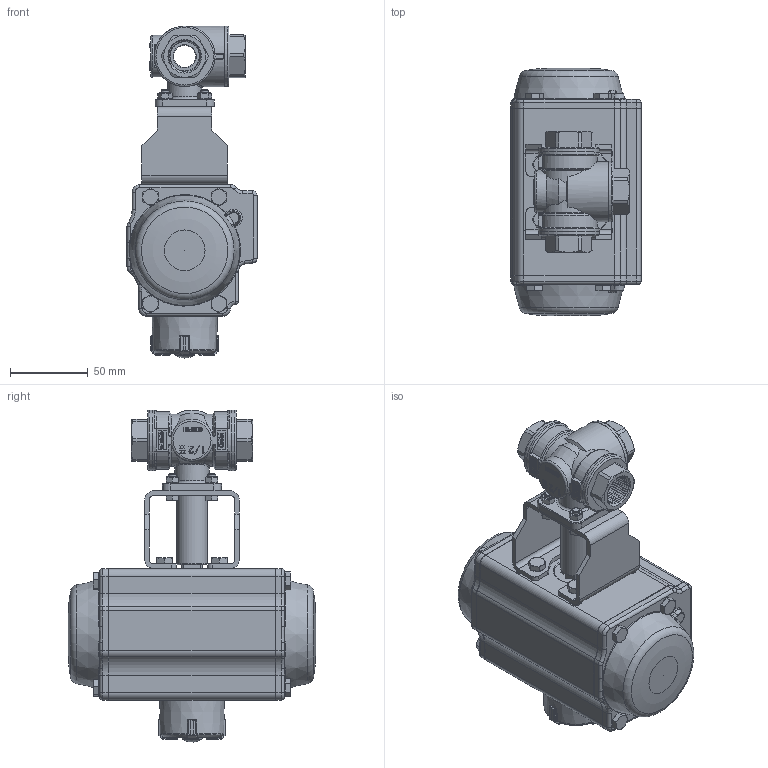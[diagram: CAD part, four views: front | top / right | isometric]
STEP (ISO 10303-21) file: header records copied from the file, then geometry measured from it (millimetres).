
FILE_DESCRIPTION(/* description */ ('Unknown','CAx-IF Rec.Pracs.---Representation and Presentation of Product Manufacturing Information (PMI)---4.0---2014-10-13','CAx-IF Rec.Pracs.---3D Tessellated Geometry---0.4---2014-09-14','2;1'),/* implementation_level */ '2;1');
FILE_NAME(/* name */ 'FR02 0837_0838-04',/* time_stamp */ '2023-09-22T09:51:12+02:00',/* author */ ('Unknown'),/* organization */ ('Unknown'),/* preprocessor_version */ 'ST-DEVELOPER v18.102',/* originating_system */ 'Solid Edge',/* authorisation */ 'Unknown');
FILE_SCHEMA (('AP242_MANAGED_MODEL_BASED_3D_ENGINEERING_MIM_LF { 1 0 10303 442 1 1 4 }'));
Products named in the file (17): FR02 0837_0838-04; 2.330_335.015; 002; 005; 001; 49860201_Spindeladapter Edelstahl_SW14x14x15_Tasche 9x9x10,5_BL 61,5_
ø20; 49899004_Brücke F05_F03 Höhe 50; DIN 933 M5x14 A2-70 BLK_EDST; WUERTH 03225 hexagonal nut DIN 934  M5 A2 BLK_EDST; DW03_FR02_(DW36_FR26); KP-63; hexagon head bolts--product grade c gb_GB_FASTENER_BOLT_HHBC M6X30-N; cup head nib bolts with large head gb_GB_FASTENER_BOLT_CHNBW M6X25-N; _____________; ________(___________; ______; DIN 933 M6x16 A2-70 BLK_EDST
Assembly tree (34 placements, depth 3):
  FR02 0837_0838-04
    2.330_335.015
      002  x3
      005
      001
    49860201_Spindeladapter Edelstahl_SW14x14x15_Tasche 9x9x10,5_BL 61,5_
ø20
    49899004_Brücke F05_F03 Höhe 50
    DIN 933 M5x14 A2-70 BLK_EDST  x3
    WUERTH 03225 hexagonal nut DIN 934  M5 A2 BLK_EDST  x3
    DW03_FR02_(DW36_FR26)
      KP-63
      hexagon head bolts--product grade c gb_GB_FASTENER_BOLT_HHBC M6X30-N  x8
      cup head nib bolts with large head gb_GB_FASTENER_BOLT_CHNBW M6X25-N
      _____________  x2
      ________(___________  x2
      ______
    DIN 933 M6x16 A2-70 BLK_EDST  x4
Bounding box: 83.7 x 159 x 213.61 mm (x, y, z)
Volume: 999393.5 mm3; surface area: 147574.3 mm2
Topology: 32 solids, 33 shells, 1978 faces, 4936 edges, 3102 vertices
Faces by surface type: plane 864, cylinder 506, bspline 246, cone 213, torus 136, sphere 13
Full cylindrical faces by diameter (mm): 2.325 x2, 3 x16, 3.3 x8, 4.134 x3, 4.2 x9, 4.66 x1, 5 x16, 6 x20, 6.2 x1, 6.8 x4, 7 x4, 8 x5, 8.8 x2, 10 x4, 11 x4, 13 x1, 14 x5, 15.8 x1, 19 x24, 20 x1, 20.2 x1, 22 x1, 23 x4, 25 x1, 25.5 x1, 27 x1, 28 x4, 30.5 x2, 31 x3, 31.5 x4
Entity records: 57690 total; most frequent: CARTESIAN_POINT 23552, ORIENTED_EDGE 6962, DIRECTION 6478, EDGE_CURVE 3481, VERTEX_POINT 2343, AXIS2_PLACEMENT_3D 2341, FACE_BOUND 1802, LINE 1796
